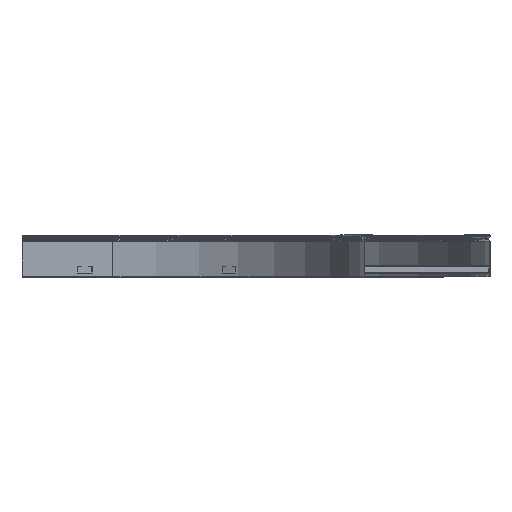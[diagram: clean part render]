
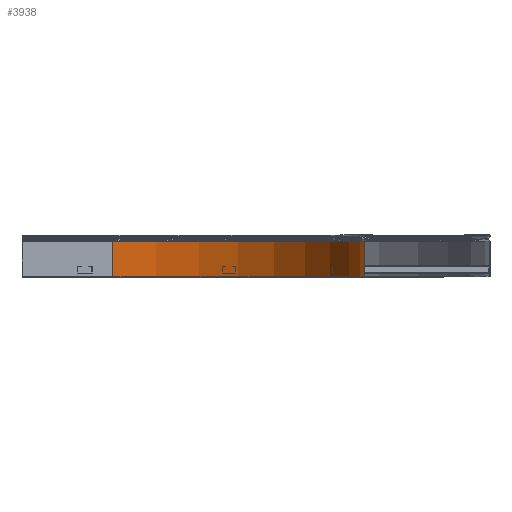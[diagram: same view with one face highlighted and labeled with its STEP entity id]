
A CAD part, top view. The second image highlights one B-rep face of the part: STEP entity #3938.
In plain terms, the highlighted cylindrical face has radius 600 mm (diameter 1200 mm), a partial arc.
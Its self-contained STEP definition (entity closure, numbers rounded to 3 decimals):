
#33 = AXIS2_PLACEMENT_3D ( 'NONE', #6133, #2386, #4911 ) ;
#306 = EDGE_LOOP ( 'NONE', ( #5318, #4394, #2673, #1891 ) ) ;
#344 = FACE_OUTER_BOUND ( 'NONE', #306, .T. ) ;
#398 = CARTESIAN_POINT ( 'NONE',  ( 600., 2.2, 0. ) ) ;
#622 = DIRECTION ( 'NONE',  ( 0., 1., 0. ) ) ;
#810 = DIRECTION ( 'NONE',  ( 0., 1., 0. ) ) ;
#1703 = CYLINDRICAL_SURFACE ( 'NONE', #7123, 600. ) ;
#1706 = DIRECTION ( 'NONE',  ( 0., 1., 0. ) ) ;
#1891 = ORIENTED_EDGE ( 'NONE', *, *, #4776, .T. ) ;
#1975 = CARTESIAN_POINT ( 'NONE',  ( 0., 2.2, -600. ) ) ;
#2037 = CARTESIAN_POINT ( 'NONE',  ( 600., 0., 0. ) ) ;
#2273 = CARTESIAN_POINT ( 'NONE',  ( 0., 84.499, 0. ) ) ;
#2386 = DIRECTION ( 'NONE',  ( 0., -1., 0. ) ) ;
#2483 = CIRCLE ( 'NONE', #7494, 600. ) ;
#2586 = EDGE_CURVE ( 'NONE', #4698, #2796, #3614, .T. ) ;
#2673 = ORIENTED_EDGE ( 'NONE', *, *, #2586, .T. ) ;
#2763 = VECTOR ( 'NONE', #810, 1000. ) ;
#2796 = VERTEX_POINT ( 'NONE', #2037 ) ;
#2810 = DIRECTION ( 'NONE',  ( 1., 0., 0. ) ) ;
#3486 = CARTESIAN_POINT ( 'NONE',  ( 600., 84.499, 0. ) ) ;
#3614 = CIRCLE ( 'NONE', #33, 600. ) ;
#3680 = VECTOR ( 'NONE', #1706, 1000. ) ;
#3938 = ADVANCED_FACE ( 'NONE', ( #344 ), #1703, .F. ) ;
#4394 = ORIENTED_EDGE ( 'NONE', *, *, #5705, .F. ) ;
#4436 = CARTESIAN_POINT ( 'NONE',  ( 0., 0., 0. ) ) ;
#4554 = LINE ( 'NONE', #1975, #2763 ) ;
#4698 = VERTEX_POINT ( 'NONE', #6077 ) ;
#4776 = EDGE_CURVE ( 'NONE', #2796, #5248, #6222, .T. ) ;
#4911 = DIRECTION ( 'NONE',  ( 1., 0., 0. ) ) ;
#5031 = DIRECTION ( 'NONE',  ( 0., 0., 1. ) ) ;
#5194 = EDGE_CURVE ( 'NONE', #5248, #7429, #2483, .T. ) ;
#5248 = VERTEX_POINT ( 'NONE', #3486 ) ;
#5318 = ORIENTED_EDGE ( 'NONE', *, *, #5194, .T. ) ;
#5705 = EDGE_CURVE ( 'NONE', #4698, #7429, #4554, .T. ) ;
#6077 = CARTESIAN_POINT ( 'NONE',  ( 0., 0., -600. ) ) ;
#6133 = CARTESIAN_POINT ( 'NONE',  ( 0., 0., 0. ) ) ;
#6222 = LINE ( 'NONE', #398, #3680 ) ;
#6572 = DIRECTION ( 'NONE',  ( 0., 1., 0. ) ) ;
#7123 = AXIS2_PLACEMENT_3D ( 'NONE', #4436, #622, #5031 ) ;
#7400 = CARTESIAN_POINT ( 'NONE',  ( 0., 84.499, -600. ) ) ;
#7429 = VERTEX_POINT ( 'NONE', #7400 ) ;
#7494 = AXIS2_PLACEMENT_3D ( 'NONE', #2273, #6572, #2810 ) ;
